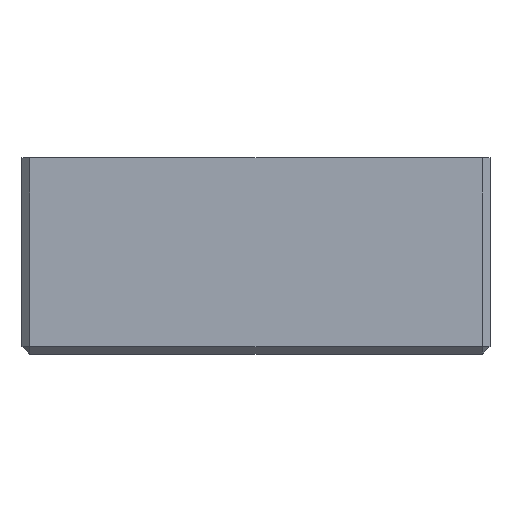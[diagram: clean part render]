
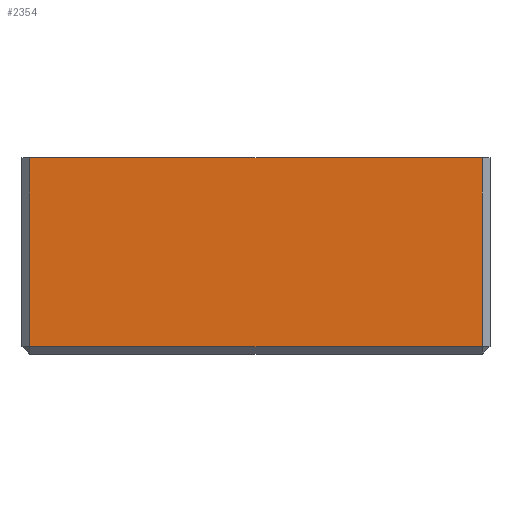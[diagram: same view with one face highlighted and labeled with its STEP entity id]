
A CAD part, front view. The second image highlights one B-rep face of the part: STEP entity #2354.
In plain terms, the highlighted planar face has unit normal (0, -1, 0).
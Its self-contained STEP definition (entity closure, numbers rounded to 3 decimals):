
#248=FACE_OUTER_BOUND('',#388,.T.);
#388=EDGE_LOOP('',(#1969,#1970,#1971,#1972));
#569=LINE('',#3679,#817);
#602=LINE('',#3752,#850);
#636=LINE('',#3954,#884);
#639=LINE('',#3959,#887);
#817=VECTOR('',#2952,1.);
#850=VECTOR('',#3011,1.);
#884=VECTOR('',#3105,1.);
#887=VECTOR('',#3112,1.);
#1105=VERTEX_POINT('',#3676);
#1106=VERTEX_POINT('',#3678);
#1132=VERTEX_POINT('',#3748);
#1133=VERTEX_POINT('',#3750);
#1370=EDGE_CURVE('',#1105,#1106,#569,.T.);
#1409=EDGE_CURVE('',#1132,#1133,#602,.T.);
#1452=EDGE_CURVE('',#1132,#1105,#636,.T.);
#1455=EDGE_CURVE('',#1133,#1106,#639,.T.);
#1969=ORIENTED_EDGE('',*,*,#1370,.F.);
#1970=ORIENTED_EDGE('',*,*,#1452,.F.);
#1971=ORIENTED_EDGE('',*,*,#1409,.T.);
#1972=ORIENTED_EDGE('',*,*,#1455,.T.);
#2256=PLANE('',#2563);
#2354=ADVANCED_FACE('',(#248),#2256,.F.);
#2563=AXIS2_PLACEMENT_3D('',#3958,#3110,#3111);
#2952=DIRECTION('',(1.,0.,0.));
#3011=DIRECTION('',(1.,0.,0.));
#3105=DIRECTION('',(0.,0.,1.));
#3110=DIRECTION('center_axis',(0.,1.,0.));
#3111=DIRECTION('ref_axis',(0.,0.,1.));
#3112=DIRECTION('',(0.,0.,1.));
#3676=CARTESIAN_POINT('',(-30.,-36.,22.5));
#3678=CARTESIAN_POINT('',(30.,-36.,22.5));
#3679=CARTESIAN_POINT('',(-31.,-36.,22.5));
#3748=CARTESIAN_POINT('',(-30.,-36.,-2.5));
#3750=CARTESIAN_POINT('',(30.,-36.,-2.5));
#3752=CARTESIAN_POINT('',(-31.,-36.,-2.5));
#3954=CARTESIAN_POINT('',(-30.,-36.,-3.5));
#3958=CARTESIAN_POINT('Origin',(-31.,-36.,-3.5));
#3959=CARTESIAN_POINT('',(30.,-36.,-3.5));
